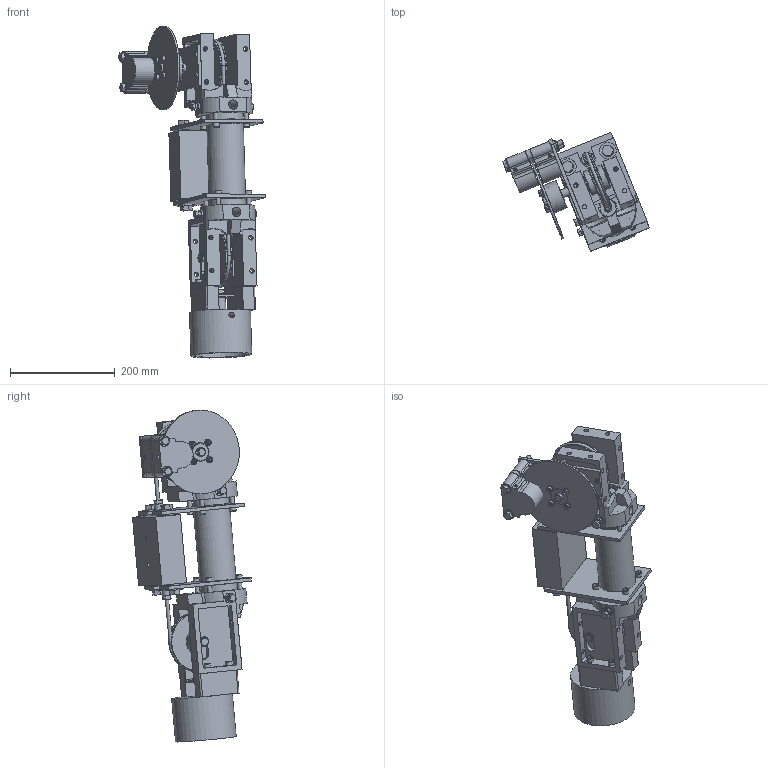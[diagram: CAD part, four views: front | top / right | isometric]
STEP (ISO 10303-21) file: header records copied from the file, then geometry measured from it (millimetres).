
FILE_DESCRIPTION((''),'2;1');
FILE_NAME('GCC1251TB ZERO STK.stp','2010-10-04T10:45:55',('WCB'),(''),'Autodesk Inventor 2010','Autodesk Inventor 2010','');
FILE_SCHEMA(('AUTOMOTIVE_DESIGN { 1 0 10303 214 1 1 1 1 }'));
Length unit declared in the file: inch
Products named in the file (73): GCC1251TB ZERO STK; 1204-4005 1203 - 1251 sheave; 99502H BEARING; 99502H BEARING SHELL; 99502H BEARING SEAL; 1150-4-1063 .642 x 1.125 x ; 1204-4006 head encoder - brake; 1203-1251 GLAND ASSY; 1880-4-1030 gland .25 cable; 1880-4-1028; o-ring -214; ring, retaining internal ho-137; 1150-1031 EXTERNAL RING N5100-62; 1204-4009 head slotted 2 in; 1200-4-1019 sheave pin; Hexagon Socket Head Cap Screw - 5/16 - 18 - 1 1/4; 1204-4004 tensioner hsg 2 - 2 ; o-ring -212; 1200-1122 WASHER .628 X 1.0 X ; 1200-4-1016 tensioner clevis bracket; 1300-1029 washer 1.125 - .375 - ; Hexagon Socket Head Cap Screw - 3/8 - 16 - 3/4; 1300-4-1015 tensioner shaft; 1200-4-1020 tensioner piston 1203 - 1251; o-ring -240; 1150-4-1033 2,2.5,3,4 cushion screw; 1150-1065 THD. SEAL; Hex Jam Nut - 5/16 - 18; Hex Cap Screw - 5/16 - 18 - 1/2; 1300-4-1019 sheave bushing tb series; 1300-4-1016 SHAFT, TB 130, 140, 2HP; 1300-1021 KEY .188 SQ. X 1; 1200-1037 brake mtg plate; 5801-0010; 5801-1206; 5801-1110; Hexagon Socket Head Cap Screw - 1/4 - 20 - 5/8; Helical Spring Lock Washer - 1/4 Regular. Carbon Steel; Hexagon Socket Head Cap Screw - No. 10 - 24 - 3/4; P47DB PICTORIAL ...
Assembly tree (148 placements, depth 5):
  GCC1251TB ZERO STK
    1204-4005 1203 - 1251 sheave  x2
    99502H BEARING  x4
      99502H BEARING SHELL
      99502H BEARING SEAL
    1150-4-1063 .642 x 1.125 x   x8
    1204-4006 head encoder - brake
    1203-1251 GLAND ASSY  x2
      1880-4-1030 gland .25 cable
      1880-4-1028
      o-ring -214
    ring, retaining internal ho-137  x2
    1150-1031 EXTERNAL RING N5100-62  x4
    1204-4009 head slotted 2 in
    1200-4-1019 sheave pin
    Hexagon Socket Head Cap Screw - 5/16 - 18 - 1 1/4  x12
    1204-4004 tensioner hsg 2 - 2 
    o-ring -212  x2
    1200-1122 WASHER .628 X 1.0 X   x2
    1200-4-1016 tensioner clevis bracket
    1300-1029 washer 1.125 - .375 -   x2
    Hexagon Socket Head Cap Screw - 3/8 - 16 - 3/4  x2
    1300-4-1015 tensioner shaft
    1200-4-1020 tensioner piston 1203 - 1251
    o-ring -240
    1150-4-1033 2,2.5,3,4 cushion screw  x2
    1150-1065 THD. SEAL  x4
    Hex Jam Nut - 5/16 - 18  x2
    Hex Cap Screw - 5/16 - 18 - 1/2  x2
    1300-4-1019 sheave bushing tb series
    1300-4-1016 SHAFT, TB 130, 140, 2HP
    1300-1021 KEY .188 SQ. X 1  x2
    1200-1037 brake mtg plate
    5801-0010
      5801-1206
      5801-1110
      Hexagon Socket Head Cap Screw - 1/4 - 20 - 5/8  x4
      Helical Spring Lock Washer - 1/4 Regular. Carbon Steel  x4
    Hexagon Socket Head Cap Screw - No. 10 - 24 - 3/4  x4
    P47DB PICTORIAL
      P47 L.S. ASSY  x2
        4004-4012 47 SERIES L.S. HSG
        40001062PPO ASSY
          4000-4-1062 piston, std. 200, 47 series
          4000-1052 friction pad 47 200 400
          4000-1118 sphms 10-24 x 
          o-ring -220
        1-4-28 PLUG
        o-ring -010
        4000-1141
      4000-4-1105 47 d.a.B spacer
      HHCS 3-8-4  x2
      4000-1042 washer, flat .375 sae plated  x4
      NUT 3-8 LOC  x2
      1-8 NPT PLUG
    GCC1251 CABLE, PISTON, CLEVIS BLOCK ASSY
      .250 gcc cable zero stroke stk. plus 16  x2
      1201-1000  x2
      1201-1001  x2
      GCC1251 PISTON ASSY
Bounding box: 279.85 x 227.36 x 633.89 mm (x, y, z)
Volume: 4438939.7 mm3; surface area: 1182055.7 mm2
Topology: 160 solids, 160 shells, 1963 faces, 4255 edges, 2754 vertices
Faces by surface type: plane 963, cylinder 457, bspline 256, torus 153, cone 130, sphere 4
Full cylindrical faces by diameter (mm): 4.166 x1, 4.826 x10, 5.156 x4, 5.613 x1, 5.842 x2, 6.35 x16, 6.41 x2, 6.833 x2, 7.925 x34, 7.938 x4, 8.331 x8, 9.474 x2, 9.525 x14, 9.931 x4, 10.287 x1, 10.312 x4, 11.43 x2, 11.913 x12, 12.319 x2, 12.7 x4, 12.827 x4, 14.15 x2, 14.224 x2, 14.275 x2, 14.347 x4, 14.986 x2, 15.85 x6, 15.875 x9, 15.951 x2, 16.307 x8
Entity records: 31279 total; most frequent: CARTESIAN_POINT 8548, DIRECTION 4463, ORIENTED_EDGE 3360, AXIS2_PLACEMENT_3D 1875, EDGE_LOOP 1737, EDGE_CURVE 1680, VERTEX_POINT 1331, FACE_OUTER_BOUND 996
